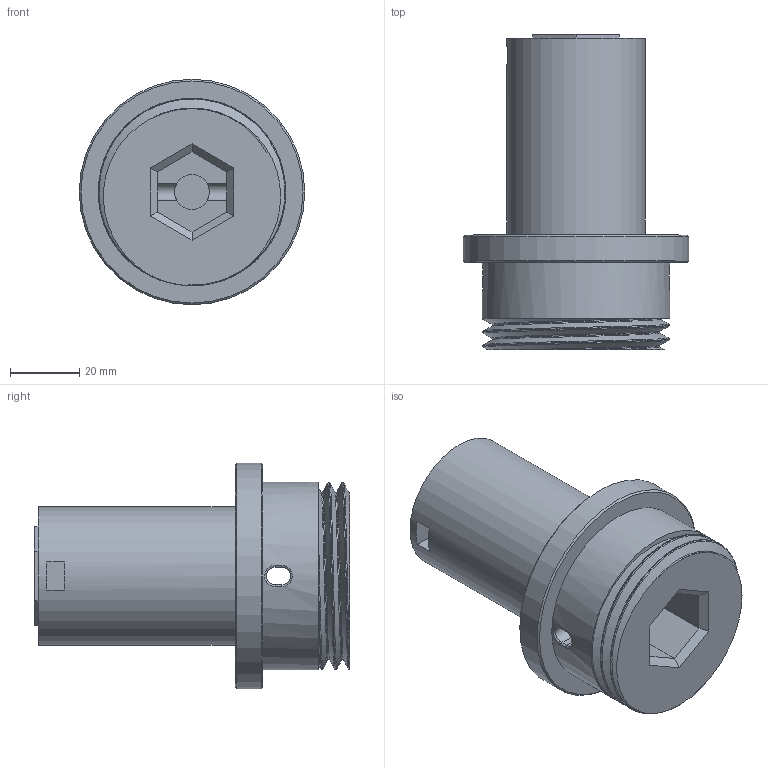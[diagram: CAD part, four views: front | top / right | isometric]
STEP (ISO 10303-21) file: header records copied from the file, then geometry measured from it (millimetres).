
FILE_DESCRIPTION(/* description */ (''),/* implementation_level */ '2;1');
FILE_NAME(/* name */ 'core core mount bottom test.stp',/* time_stamp */ '2020-09-14T12:47:30-04:00',/* author */ ('user'),/* organization */ (''),/* preprocessor_version */ 'ST-DEVELOPER v18',/* originating_system */ 'Autodesk Inventor 2020',/* authorisation */ '');
FILE_SCHEMA (('AUTOMOTIVE_DESIGN { 1 0 10303 214 3 1 1 }'));
Length unit declared in the file: millimetre
Products named in the file (1): core core mount bottom test
Bounding box: 65 x 90.85 x 65 mm (x, y, z)
Volume: 111345.3 mm3; surface area: 30380.5 mm2
Topology: 1 solids, 2 shells, 70 faces, 186 edges, 122 vertices
Faces by surface type: plane 39, cylinder 18, bspline 10, cone 3
Full cylindrical faces by diameter (mm): 5.5 x1, 10 x1, 30.041 x1, 40.041 x1, 49.9 x1, 54 x2, 56.2 x1, 65 x1
Entity records: 4398 total; most frequent: CARTESIAN_POINT 2664, ORIENTED_EDGE 370, DIRECTION 317, EDGE_CURVE 185, VERTEX_POINT 122, AXIS2_PLACEMENT_3D 107, LINE 103, VECTOR 103
